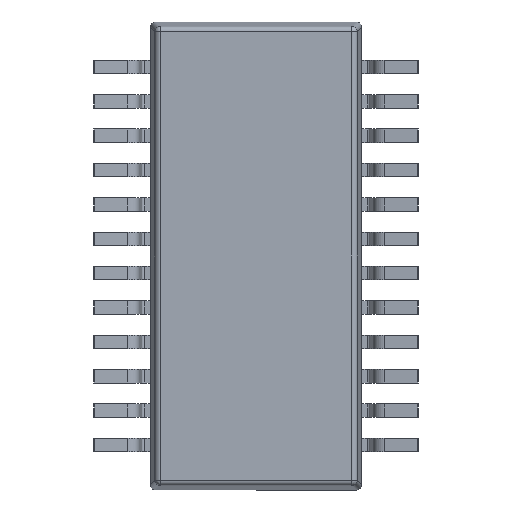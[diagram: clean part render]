
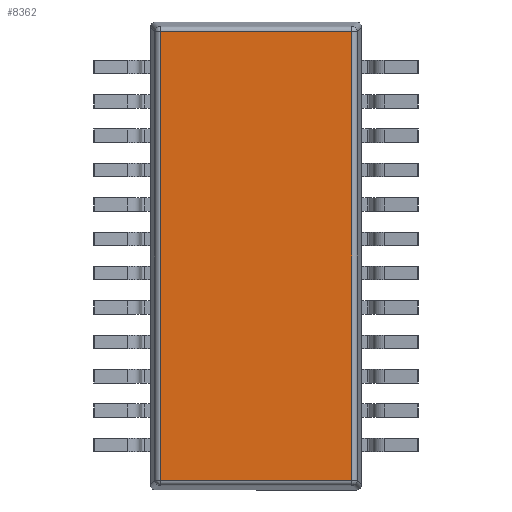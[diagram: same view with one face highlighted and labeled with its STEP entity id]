
A CAD part, front view. The second image highlights one B-rep face of the part: STEP entity #8362.
In plain terms, the highlighted planar face has unit normal (0, -1, 0).
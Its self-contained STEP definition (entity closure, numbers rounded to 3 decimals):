
#57 = CARTESIAN_POINT ( 'NONE',  ( -4.145, 0.25, 1.77 ) ) ;
#238 = ORIENTED_EDGE ( 'NONE', *, *, #11487, .T. ) ;
#294 = LINE ( 'NONE', #4985, #5487 ) ;
#1343 = CARTESIAN_POINT ( 'NONE',  ( 4.145, 0.25, 1.857 ) ) ;
#1389 = FACE_OUTER_BOUND ( 'NONE', #8462, .T. ) ;
#1392 = CARTESIAN_POINT ( 'NONE',  ( -4.145, 0.25, -1.857 ) ) ;
#1449 = LINE ( 'NONE', #1392, #4571 ) ;
#2176 = ORIENTED_EDGE ( 'NONE', *, *, #3472, .T. ) ;
#2291 = DIRECTION ( 'NONE',  ( 0., 0., -1. ) ) ;
#2340 = DIRECTION ( 'NONE',  ( -1., 0., 0. ) ) ;
#2394 = CARTESIAN_POINT ( 'NONE',  ( 0., 0.25, 0. ) ) ;
#2403 = VERTEX_POINT ( 'NONE', #5214 ) ;
#2421 = VECTOR ( 'NONE', #11183, 1000. ) ;
#2765 = VERTEX_POINT ( 'NONE', #9755 ) ;
#3472 = EDGE_CURVE ( 'NONE', #2403, #10525, #10452, .T. ) ;
#3899 = DIRECTION ( 'NONE',  ( 1., 0., 0. ) ) ;
#4380 = AXIS2_PLACEMENT_3D ( 'NONE', #2394, #10573, #2340 ) ;
#4571 = VECTOR ( 'NONE', #2291, 1000. ) ;
#4759 = CARTESIAN_POINT ( 'NONE',  ( 4.232, 0.25, -1.77 ) ) ;
#4985 = CARTESIAN_POINT ( 'NONE',  ( -4.232, 0.25, 1.77 ) ) ;
#5182 = EDGE_CURVE ( 'NONE', #10525, #6689, #294, .T. ) ;
#5214 = CARTESIAN_POINT ( 'NONE',  ( 4.145, 0.25, -1.77 ) ) ;
#5487 = VECTOR ( 'NONE', #5939, 1000. ) ;
#5939 = DIRECTION ( 'NONE',  ( -1., 0., 0. ) ) ;
#6512 = VECTOR ( 'NONE', #3899, 1000. ) ;
#6689 = VERTEX_POINT ( 'NONE', #57 ) ;
#7562 = LINE ( 'NONE', #4759, #6512 ) ;
#8255 = CARTESIAN_POINT ( 'NONE',  ( 4.145, 0.25, 1.77 ) ) ;
#8362 = ADVANCED_FACE ( 'NONE', ( #1389 ), #11475, .T. ) ;
#8462 = EDGE_LOOP ( 'NONE', ( #2176, #8841, #9840, #238 ) ) ;
#8841 = ORIENTED_EDGE ( 'NONE', *, *, #5182, .T. ) ;
#9755 = CARTESIAN_POINT ( 'NONE',  ( -4.145, 0.25, -1.77 ) ) ;
#9840 = ORIENTED_EDGE ( 'NONE', *, *, #9954, .T. ) ;
#9954 = EDGE_CURVE ( 'NONE', #6689, #2765, #1449, .T. ) ;
#10452 = LINE ( 'NONE', #1343, #2421 ) ;
#10525 = VERTEX_POINT ( 'NONE', #8255 ) ;
#10573 = DIRECTION ( 'NONE',  ( 0., -1., 0. ) ) ;
#11183 = DIRECTION ( 'NONE',  ( 0., 0., 1. ) ) ;
#11475 = PLANE ( 'NONE',  #4380 ) ;
#11487 = EDGE_CURVE ( 'NONE', #2765, #2403, #7562, .T. ) ;
